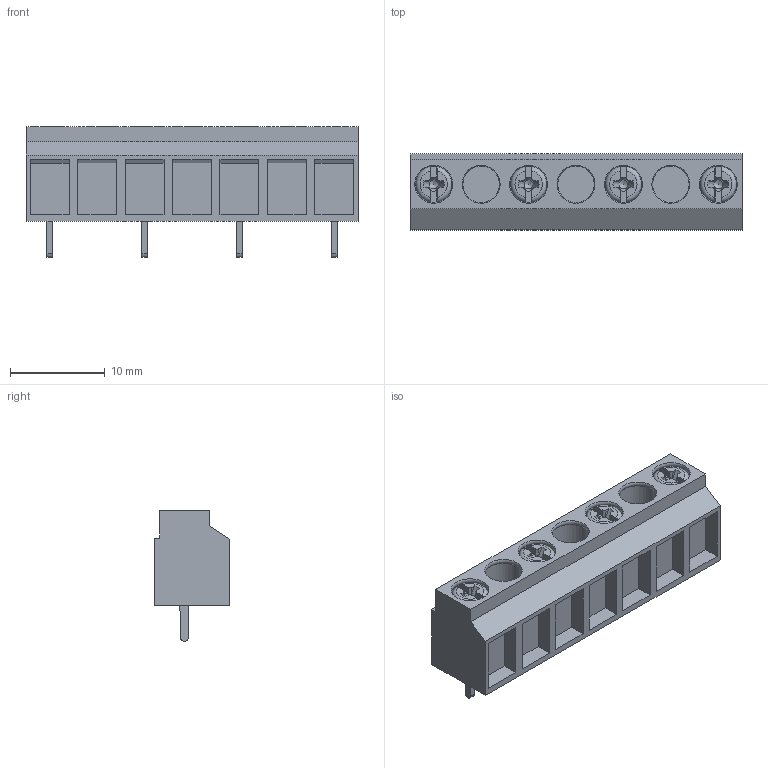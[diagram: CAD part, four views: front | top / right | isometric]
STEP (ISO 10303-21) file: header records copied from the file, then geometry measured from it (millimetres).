
FILE_DESCRIPTION(/* description */ ('Unknown'),/* implementation_level */ '2;1');
FILE_NAME(/* name */ 'MA311-10004_20230306',/* time_stamp */ '2023-03-06T16:17:55+08:00',/* author */ ('Unknown'),/* organization */ ('Unknown'),/* preprocessor_version */ 'ST-DEVELOPER v16.7',/* originating_system */ 'DEX',/* authorisation */ $);
FILE_SCHEMA (('AUTOMOTIVE_DESIGN {1 0 10303 214 3 1 1}'));
Length unit declared in the file: millimetre
Products named in the file (1): MA311-10004_20190709
Bounding box: 35 x 8 x 13.8 mm (x, y, z)
Volume: 2101.8 mm3; surface area: 2075.4 mm2
Topology: 5 solids, 5 shells, 197 faces, 504 edges, 331 vertices
Faces by surface type: plane 123, cone 24, cylinder 19, bspline 16, torus 15
Full cylindrical faces by diameter (mm): 4 x7
Entity records: 6875 total; most frequent: CARTESIAN_POINT 2407, ORIENTED_EDGE 924, DIRECTION 827, EDGE_CURVE 462, VERTEX_POINT 323, AXIS2_PLACEMENT_3D 295, FACE_BOUND 245, EDGE_LOOP 241
